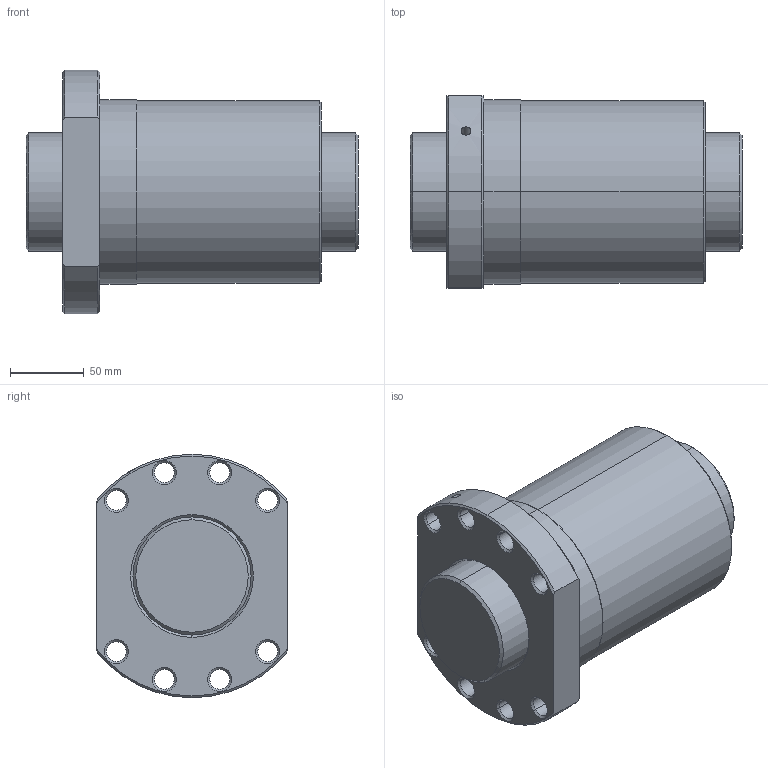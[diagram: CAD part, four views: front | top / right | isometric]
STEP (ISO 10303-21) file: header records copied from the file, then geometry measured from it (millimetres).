
FILE_DESCRIPTION(('no description'),'unknown implementation level');
FILE_NAME('R80_20T5_DEB_225_225_0_023_1.stp',' ',('KiM GmbH'),('CADClick - KiM GmbH - www.kimweb.de'),'unknown preprocess','ACIS','unknown authorization');
FILE_SCHEMA(('automotive_design'));
Length unit declared in the file: millimetre
Products named in the file (2): 1; 2
Bounding box: 225 x 130 x 165 mm (x, y, z)
Volume: 2509290.5 mm3; surface area: 213864.7 mm2
Topology: 2 solids, 2 shells, 90 faces, 204 edges, 119 vertices
Faces by surface type: cone 52, cylinder 30, plane 8
Entity records: 4961 total; most frequent: CARTESIAN_POINT 496, DIRECTION 484, STYLED_ITEM 413, PRESENTATION_STYLE_ASSIGNMENT 413, COLOUR_RGB 413, ORIENTED_EDGE 404, EDGE_CURVE 202, CURVE_STYLE 202
